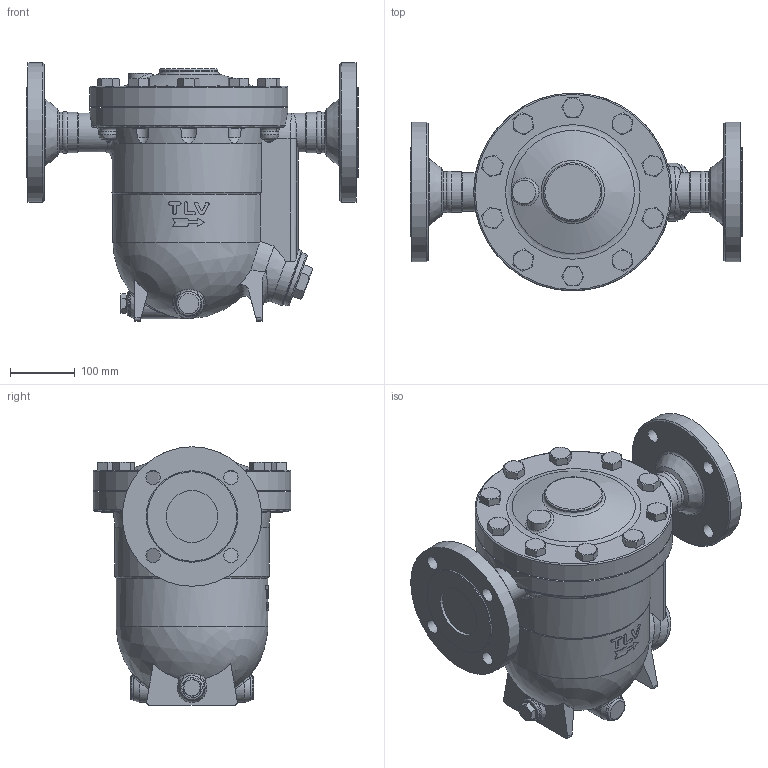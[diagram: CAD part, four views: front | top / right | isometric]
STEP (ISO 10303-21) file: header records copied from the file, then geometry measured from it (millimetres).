
FILE_DESCRIPTION((''),'2;1');
FILE_NAME('j75rb-080-e0063-00.stp','2011-10-03T14:33:36',('knakanishi'),(''),'Autodesk Inventor 2012','Autodesk Inventor 2012','');
FILE_SCHEMA(('AUTOMOTIVE_DESIGN { 1 0 10303 214 1 1 1 1 }'));
Length unit declared in the file: millimetre
Products named in the file (1): j75rb-080-e0063-00
Bounding box: 512 x 305 x 398.5 mm (x, y, z)
Volume: 20184885.4 mm3; surface area: 761025.3 mm2
Topology: 1 solids, 1 shells, 433 faces, 1067 edges, 670 vertices
Faces by surface type: plane 159, cone 101, cylinder 88, bspline 59, torus 24, sphere 2
Full cylindrical faces by diameter (mm): 20 x16, 21 x1, 22 x8, 23 x10, 60 x2, 62 x4, 80 x2, 83 x1, 85 x1, 90 x2, 138 x2, 215 x2, 235 x1, 305 x2
Entity records: 19681 total; most frequent: CARTESIAN_POINT 10787, ORIENTED_EDGE 1870, DIRECTION 1656, EDGE_CURVE 935, AXIS2_PLACEMENT_3D 710, VERTEX_POINT 631, EDGE_LOOP 596, FACE_OUTER_BOUND 433
